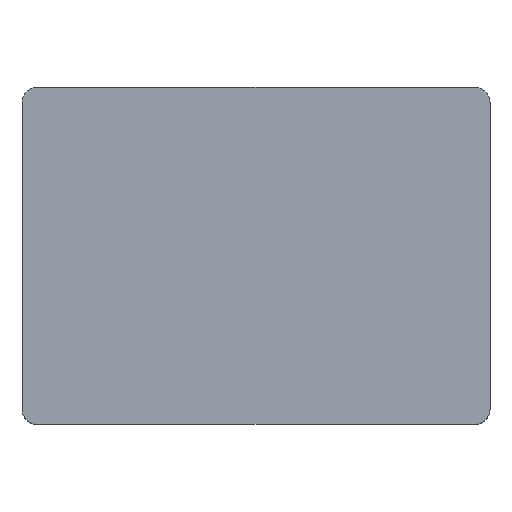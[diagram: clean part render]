
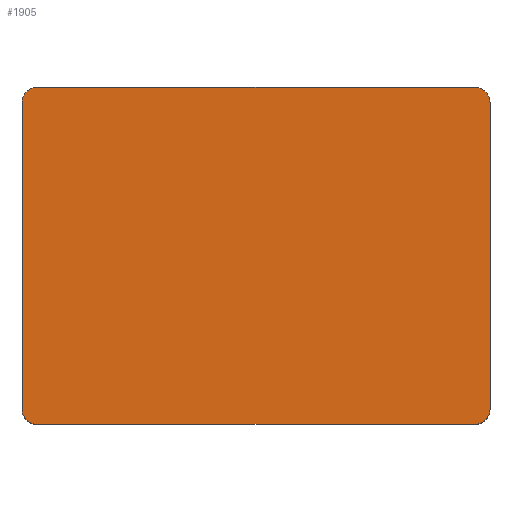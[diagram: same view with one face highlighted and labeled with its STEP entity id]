
A CAD part, top view. The second image highlights one B-rep face of the part: STEP entity #1905.
In plain terms, the highlighted planar face has unit normal (0, 0, 1).
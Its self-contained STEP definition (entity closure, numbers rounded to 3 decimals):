
#1395=CARTESIAN_POINT('',(11.7,9.,0.0));
#1396=VERTEX_POINT('',#1395);
#1403=CARTESIAN_POINT('',(12.5,8.2,0.0));
#1404=VERTEX_POINT('',#1403);
#1405=CARTESIAN_POINT('',(11.7,8.2,0.0));
#1406=DIRECTION('',(0.0,0.0,-1.0));
#1407=DIRECTION('',(0.707,0.707,0.0));
#1408=AXIS2_PLACEMENT_3D('',#1405,#1406,#1407);
#1409=CIRCLE('',#1408,0.8);
#1410=EDGE_CURVE('',#1396,#1404,#1409,.T.);
#1453=CARTESIAN_POINT('',(-11.7,9.,0.0));
#1454=VERTEX_POINT('',#1453);
#1461=CARTESIAN_POINT('',(-11.7,9.,0.0));
#1462=DIRECTION('',(1.0,0.0,0.0));
#1463=VECTOR('',#1462,23.4);
#1464=LINE('',#1461,#1463);
#1465=EDGE_CURVE('',#1454,#1396,#1464,.T.);
#1570=CARTESIAN_POINT('',(12.5,-8.2,0.0));
#1571=VERTEX_POINT('',#1570);
#1578=CARTESIAN_POINT('',(11.7,-9.0,0.0));
#1579=VERTEX_POINT('',#1578);
#1580=CARTESIAN_POINT('',(11.7,-8.2,0.0));
#1581=DIRECTION('',(0.0,0.0,-1.0));
#1582=DIRECTION('',(0.707,-0.707,0.0));
#1583=AXIS2_PLACEMENT_3D('',#1580,#1581,#1582);
#1584=CIRCLE('',#1583,0.8);
#1585=EDGE_CURVE('',#1571,#1579,#1584,.T.);
#1602=CARTESIAN_POINT('',(-11.7,-9.,0.0));
#1603=VERTEX_POINT('',#1602);
#1604=CARTESIAN_POINT('',(11.7,-9.0,0.0));
#1605=DIRECTION('',(-1.0,0.0,0.0));
#1606=VECTOR('',#1605,23.4);
#1607=LINE('',#1604,#1606);
#1608=EDGE_CURVE('',#1579,#1603,#1607,.T.);
#1652=CARTESIAN_POINT('',(-12.5,8.2,0.0));
#1653=VERTEX_POINT('',#1652);
#1660=CARTESIAN_POINT('',(-11.7,8.2,0.0));
#1661=DIRECTION('',(0.0,0.0,-1.0));
#1662=DIRECTION('',(-0.707,0.707,0.0));
#1663=AXIS2_PLACEMENT_3D('',#1660,#1661,#1662);
#1664=CIRCLE('',#1663,0.8);
#1665=EDGE_CURVE('',#1653,#1454,#1664,.T.);
#1685=CARTESIAN_POINT('',(-12.5,-8.2,0.0));
#1686=VERTEX_POINT('',#1685);
#1693=CARTESIAN_POINT('',(-12.5,-8.2,0.0));
#1694=DIRECTION('',(0.0,1.0,0.0));
#1695=VECTOR('',#1694,16.4);
#1696=LINE('',#1693,#1695);
#1697=EDGE_CURVE('',#1686,#1653,#1696,.T.);
#1735=CARTESIAN_POINT('',(-11.7,-8.2,0.0));
#1736=DIRECTION('',(0.0,0.0,-1.0));
#1737=DIRECTION('',(-0.707,-0.707,0.0));
#1738=AXIS2_PLACEMENT_3D('',#1735,#1736,#1737);
#1739=CIRCLE('',#1738,0.8);
#1740=EDGE_CURVE('',#1603,#1686,#1739,.T.);
#1879=CARTESIAN_POINT('',(12.5,8.2,0.0));
#1880=DIRECTION('',(0.0,-1.0,0.0));
#1881=VECTOR('',#1880,16.4);
#1882=LINE('',#1879,#1881);
#1883=EDGE_CURVE('',#1404,#1571,#1882,.T.);
#1890=CARTESIAN_POINT('',(0.,0.,0.0));
#1891=DIRECTION('',(0.0,0.0,1.0));
#1892=DIRECTION('',(1.0,0.0,0.0));
#1893=AXIS2_PLACEMENT_3D('',#1890,#1891,#1892);
#1894=PLANE('',#1893);
#1895=ORIENTED_EDGE('',*,*,#1410,.F.);
#1896=ORIENTED_EDGE('',*,*,#1465,.F.);
#1897=ORIENTED_EDGE('',*,*,#1665,.F.);
#1898=ORIENTED_EDGE('',*,*,#1697,.F.);
#1899=ORIENTED_EDGE('',*,*,#1740,.F.);
#1900=ORIENTED_EDGE('',*,*,#1608,.F.);
#1901=ORIENTED_EDGE('',*,*,#1585,.F.);
#1902=ORIENTED_EDGE('',*,*,#1883,.F.);
#1903=EDGE_LOOP('',(#1895,#1896,#1897,#1898,#1899,#1900,#1901,#1902));
#1904=FACE_OUTER_BOUND('',#1903,.T.);
#1905=ADVANCED_FACE('',(#1904),#1894,.T.);
